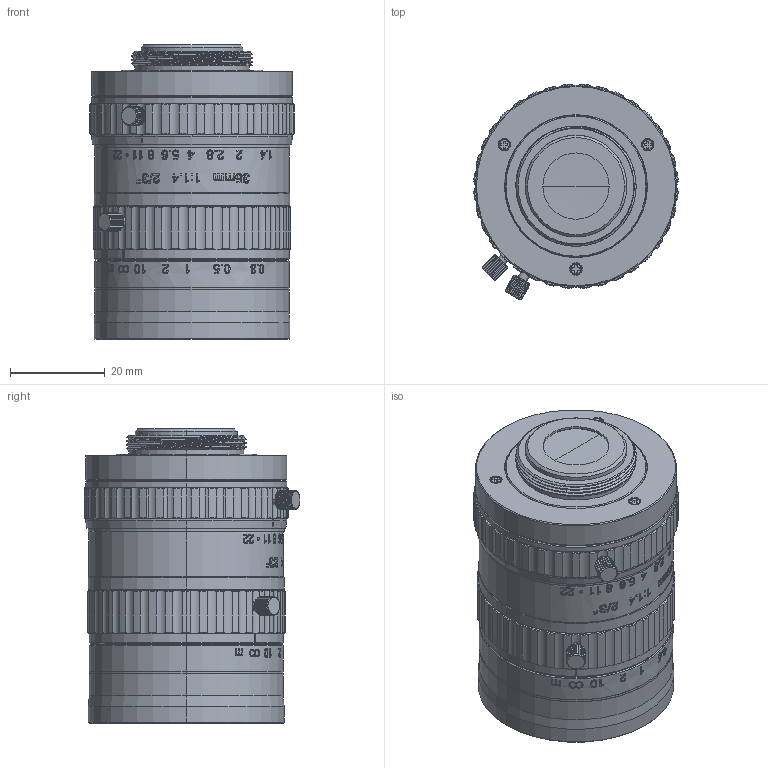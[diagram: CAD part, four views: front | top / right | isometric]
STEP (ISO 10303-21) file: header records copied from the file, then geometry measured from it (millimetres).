
FILE_DESCRIPTION (( 'STEP AP203' ), '1' );
FILE_NAME ('600011.STEP', '2021-08-06T06:58:55', ( '' ), ( '' ), 'SwSTEP 2.0', 'SolidWorks 2020', '' );
FILE_SCHEMA (( 'CONFIG_CONTROL_DESIGN' ));
Products named in the file (1): 600011
Bounding box: 43.19 x 45.64 x 62.19 mm (x, y, z)
Volume: 68504.3 mm3; surface area: 21953.8 mm2
Topology: 7 solids, 19 shells, 1857 faces, 4903 edges, 3200 vertices
Faces by surface type: plane 597, bspline 590, cylinder 500, cone 170
Entity records: 77894 total; most frequent: CARTESIAN_POINT 35294, ORIENTED_EDGE 9790, DIRECTION 7465, EDGE_CURVE 4895, VERTEX_POINT 3200, AXIS2_PLACEMENT_3D 2760, EDGE_LOOP 2011, LINE 1945
